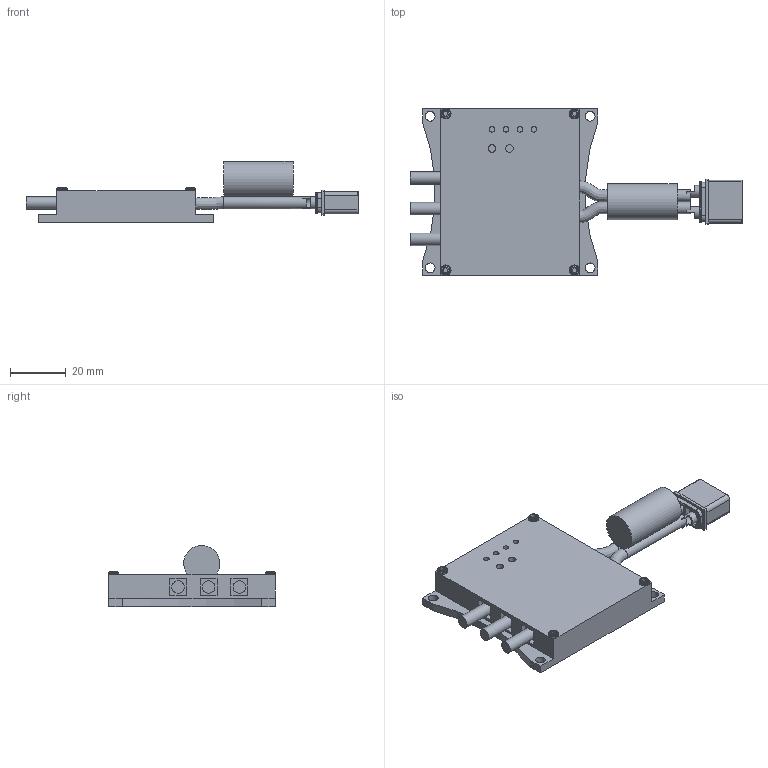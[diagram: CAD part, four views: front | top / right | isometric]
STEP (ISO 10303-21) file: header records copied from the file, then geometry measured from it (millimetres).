
FILE_DESCRIPTION(/* description */ (''),/* implementation_level */ '2;1');
FILE_NAME(/* name */ 'Mini Foc Plus.step',/* time_stamp */ '2022-04-07T21:49:39-04:00',/* author */ (''),/* organization */ (''),/* preprocessor_version */ 'ST-DEVELOPER v18.1',/* originating_system */ 'Autodesk Translation Framework v10.13.0.1454',/* authorisation */ '');
FILE_SCHEMA (('AUTOMOTIVE_DESIGN { 1 0 10303 214 3 1 1 }'));
Length unit declared in the file: millimetre
Products named in the file (2): Mini Foc Plus; Xt60Female
Assembly tree (1 placements, depth 2):
  Mini Foc Plus
    Xt60Female
Bounding box: 119.34 x 60 x 21.96 mm (x, y, z)
Volume: 40728.9 mm3; surface area: 15876.8 mm2
Topology: 4 solids, 4 shells, 295 faces, 703 edges, 450 vertices
Faces by surface type: plane 181, cylinder 82, torus 16, bspline 12, cone 4
Full cylindrical faces by diameter (mm): 2 x4, 2.75 x2, 3.4 x2, 3.5 x4, 3.75 x4, 4.2 x2, 4.3 x1, 4.5 x3
Entity records: 9060 total; most frequent: CARTESIAN_POINT 2002, DIRECTION 1464, ORIENTED_EDGE 1410, EDGE_CURVE 705, AXIS2_PLACEMENT_3D 500, LINE 464, VECTOR 464, VERTEX_POINT 452
